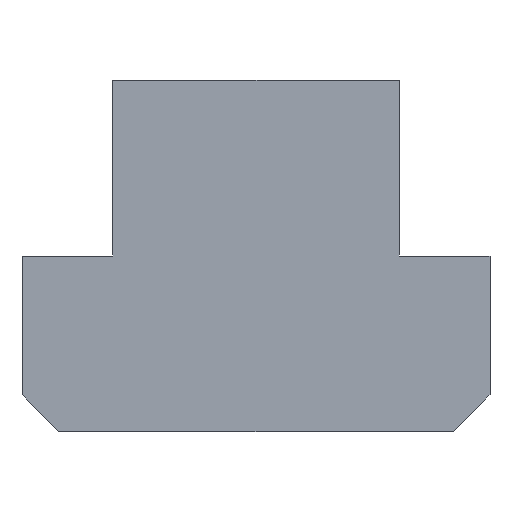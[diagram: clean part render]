
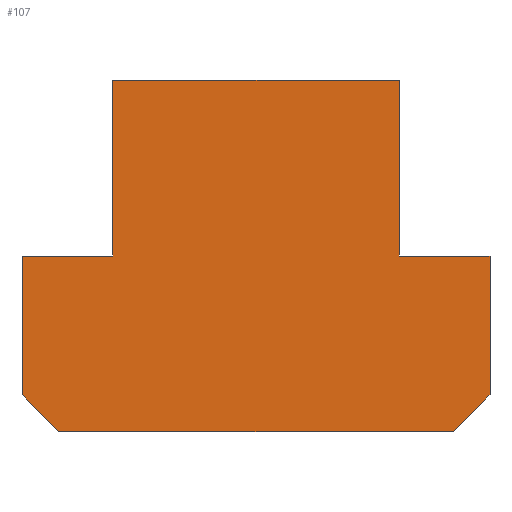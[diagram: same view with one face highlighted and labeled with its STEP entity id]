
A CAD part, front view. The second image highlights one B-rep face of the part: STEP entity #107.
In plain terms, the highlighted planar face has unit normal (0, -1, 0).
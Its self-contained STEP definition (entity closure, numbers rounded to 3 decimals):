
#107=ADVANCED_FACE('',(#289),#290,.T.);
#109=VERTEX_POINT('',#292);
#113=EDGE_CURVE('',#135,#235,#296,.T.);
#125=EDGE_CURVE('',#147,#135,#310,.T.);
#135=VERTEX_POINT('',#320);
#137=VERTEX_POINT('',#322);
#145=EDGE_CURVE('',#137,#147,#330,.T.);
#147=VERTEX_POINT('',#332);
#153=EDGE_CURVE('',#181,#257,#339,.T.);
#169=EDGE_CURVE('',#195,#181,#357,.T.);
#181=VERTEX_POINT('',#372);
#185=EDGE_CURVE('',#215,#195,#376,.T.);
#195=VERTEX_POINT('',#387);
#215=VERTEX_POINT('',#409);
#233=EDGE_CURVE('',#235,#253,#427,.T.);
#235=VERTEX_POINT('',#429);
#237=EDGE_CURVE('',#109,#215,#431,.T.);
#241=EDGE_CURVE('',#253,#109,#435,.T.);
#253=VERTEX_POINT('',#449);
#257=VERTEX_POINT('',#453);
#265=EDGE_CURVE('',#257,#137,#462,.T.);
#289=FACE_OUTER_BOUND('',#479,.T.);
#290=PLANE('',#480);
#292=CARTESIAN_POINT('',(-13.5,-16.0,-12.0));
#296=LINE('',#489,#490);
#310=LINE('',#508,#509);
#320=CARTESIAN_POINT('',(16.0,-16.0,0.0));
#322=CARTESIAN_POINT('',(9.8,-16.0,12.0));
#330=LINE('',#534,#535);
#332=CARTESIAN_POINT('',(9.8,-16.0,0.0));
#339=LINE('',#545,#546);
#357=LINE('',#572,#573);
#372=CARTESIAN_POINT('',(-9.8,-16.0,0.0));
#376=LINE('',#596,#597);
#387=CARTESIAN_POINT('',(-16.,-16.0,0.0));
#409=CARTESIAN_POINT('',(-16.,-16.0,-9.5));
#427=LINE('',#673,#674);
#429=CARTESIAN_POINT('',(16.0,-16.0,-9.5));
#431=LINE('',#679,#680);
#435=LINE('',#685,#686);
#449=CARTESIAN_POINT('',(13.5,-16.0,-12.0));
#453=CARTESIAN_POINT('',(-9.8,-16.0,12.0));
#462=LINE('',#722,#723);
#479=EDGE_LOOP('',(#737,#738,#739,#740,#741,#742,#743,#744,#745,#746));
#480=AXIS2_PLACEMENT_3D('',#747,#748,#749);
#489=CARTESIAN_POINT('',(16.0,-16.0,-9.5));
#490=VECTOR('',#751,1.0);
#508=CARTESIAN_POINT('',(16.0,-16.0,0.0));
#509=VECTOR('',#765,1.0);
#534=CARTESIAN_POINT('',(9.8,-16.0,0.0));
#535=VECTOR('',#773,1.0);
#545=CARTESIAN_POINT('',(-9.8,-16.0,12.0));
#546=VECTOR('',#782,1.0);
#572=CARTESIAN_POINT('',(-9.8,-16.0,0.0));
#573=VECTOR('',#805,1.0);
#596=CARTESIAN_POINT('',(-16.,-16.0,0.0));
#597=VECTOR('',#840,1.0);
#673=CARTESIAN_POINT('',(13.5,-16.0,-12.0));
#674=VECTOR('',#882,1.0);
#679=CARTESIAN_POINT('',(-16.,-16.0,-9.5));
#680=VECTOR('',#883,1.0);
#685=CARTESIAN_POINT('',(-13.5,-16.0,-12.0));
#686=VECTOR('',#884,1.0);
#722=CARTESIAN_POINT('',(9.8,-16.0,12.0));
#723=VECTOR('',#913,1.0);
#737=ORIENTED_EDGE('',*,*,#233,.F.);
#738=ORIENTED_EDGE('',*,*,#113,.F.);
#739=ORIENTED_EDGE('',*,*,#125,.F.);
#740=ORIENTED_EDGE('',*,*,#145,.F.);
#741=ORIENTED_EDGE('',*,*,#265,.F.);
#742=ORIENTED_EDGE('',*,*,#153,.F.);
#743=ORIENTED_EDGE('',*,*,#169,.F.);
#744=ORIENTED_EDGE('',*,*,#185,.F.);
#745=ORIENTED_EDGE('',*,*,#237,.F.);
#746=ORIENTED_EDGE('',*,*,#241,.F.);
#747=CARTESIAN_POINT('',(0.,-16.0,-1.018));
#748=DIRECTION('',(0.0,-1.0,0.));
#749=DIRECTION('',(1.0,0.0,0.0));
#751=DIRECTION('',(0.0,0.,-1.0));
#765=DIRECTION('',(1.0,0.0,0.0));
#773=DIRECTION('',(0.0,0.,-1.0));
#782=DIRECTION('',(0.0,0.,1.0));
#805=DIRECTION('',(1.0,0.0,0.0));
#840=DIRECTION('',(0.0,0.,1.0));
#882=DIRECTION('',(-0.707,0.,-0.707));
#883=DIRECTION('',(-0.707,0.,0.707));
#884=DIRECTION('',(-1.0,0.0,0.0));
#913=DIRECTION('',(1.0,0.0,0.0));
